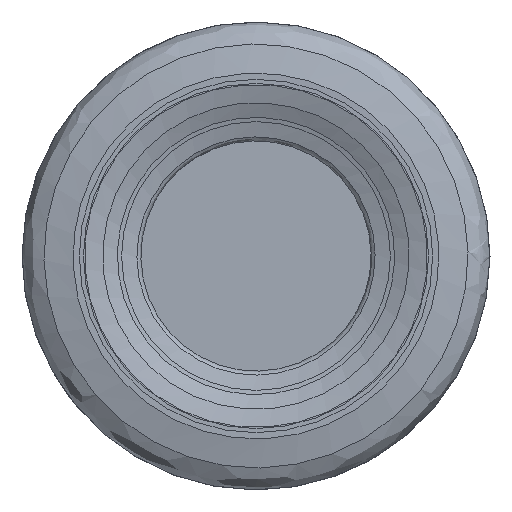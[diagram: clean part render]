
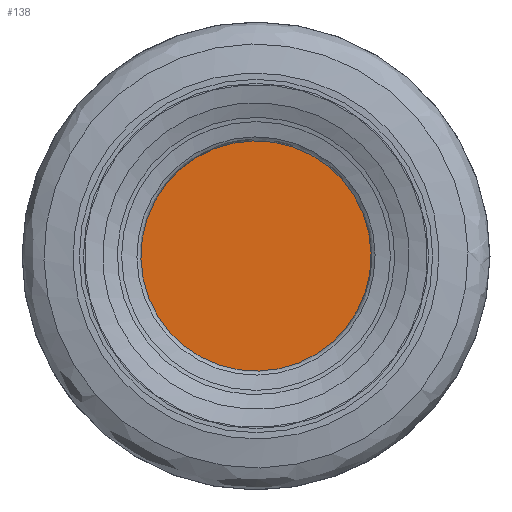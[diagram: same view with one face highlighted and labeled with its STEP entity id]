
A CAD part, left-side view. The second image highlights one B-rep face of the part: STEP entity #138.
In plain terms, the highlighted planar face has unit normal (-1, 0, 0).
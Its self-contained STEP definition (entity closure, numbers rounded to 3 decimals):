
#138=ADVANCED_FACE('',(#174),#171,.F.);
#171=PLANE('',#462);
#174=FACE_OUTER_BOUND('',#196,.T.);
#196=EDGE_LOOP('',(#240));
#240=ORIENTED_EDGE('',*,*,#376,.T.);
#344=VERTEX_POINT('',#632);
#376=EDGE_CURVE('',#344,#344,#428,.T.);
#428=CIRCLE('',#461,4.594);
#461=AXIS2_PLACEMENT_3D('',#631,#514,#515);
#462=AXIS2_PLACEMENT_3D('',#633,#516,#517);
#514=DIRECTION('',(-1.,0.,0.));
#515=DIRECTION('',(0.,0.,1.));
#516=DIRECTION('',(1.,0.,0.));
#517=DIRECTION('',(0.,0.,-1.));
#631=CARTESIAN_POINT('',(0.9,0.,0.));
#632=CARTESIAN_POINT('',(0.9,0.,4.594));
#633=CARTESIAN_POINT('',(0.9,4.594,0.));
